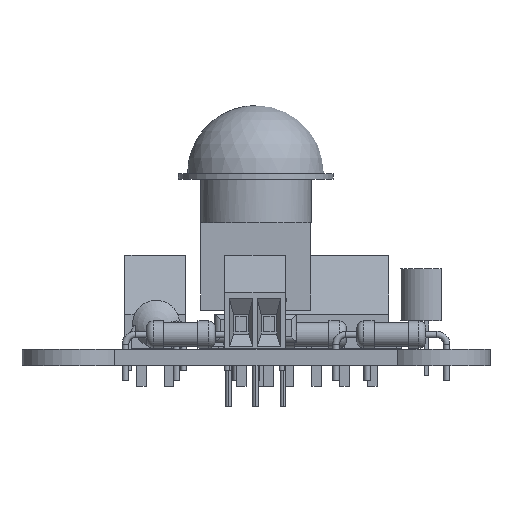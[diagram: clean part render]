
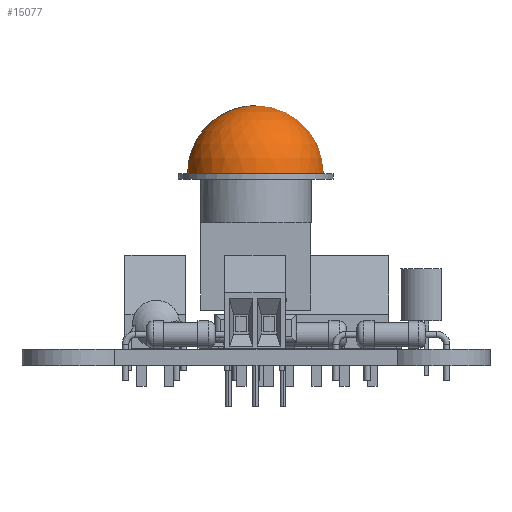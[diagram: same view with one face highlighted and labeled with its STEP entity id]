
A CAD part, left-side view. The second image highlights one B-rep face of the part: STEP entity #15077.
In plain terms, the highlighted spherical face has radius 6.25 mm.
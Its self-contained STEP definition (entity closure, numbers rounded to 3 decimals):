
#15064 = EDGE_CURVE('',#15065,#15065,#15067,.T.);
#15065 = VERTEX_POINT('',#15066);
#15066 = CARTESIAN_POINT('',(0.,0.5,6.25));
#15067 = CIRCLE('',#15068,6.25);
#15068 = AXIS2_PLACEMENT_3D('',#15069,#15070,#15071);
#15069 = CARTESIAN_POINT('',(0.,0.5,0.));
#15070 = DIRECTION('',(0.,-1.,0.));
#15071 = DIRECTION('',(0.,0.,-1.));
#15077 = ADVANCED_FACE('',(#15078),#15091,.T.);
#15078 = FACE_BOUND('',#15079,.T.);
#15079 = EDGE_LOOP('',(#15080,#15081,#15090));
#15080 = ORIENTED_EDGE('',*,*,#15064,.F.);
#15081 = ORIENTED_EDGE('',*,*,#15082,.F.);
#15082 = EDGE_CURVE('',#15083,#15065,#15085,.T.);
#15083 = VERTEX_POINT('',#15084);
#15084 = CARTESIAN_POINT('',(0.,6.75,
    0.));
#15085 = CIRCLE('',#15086,6.25);
#15086 = AXIS2_PLACEMENT_3D('',#15087,#15088,#15089);
#15087 = CARTESIAN_POINT('',(0.,0.5,0.));
#15088 = DIRECTION('',(1.,0.,0.));
#15089 = DIRECTION('',(0.,0.,1.));
#15090 = ORIENTED_EDGE('',*,*,#15082,.T.);
#15091 = SPHERICAL_SURFACE('',#15092,6.25);
#15092 = AXIS2_PLACEMENT_3D('',#15093,#15094,#15095);
#15093 = CARTESIAN_POINT('',(0.,0.5,0.));
#15094 = DIRECTION('',(0.,1.,0.));
#15095 = DIRECTION('',(0.,0.,-1.));
